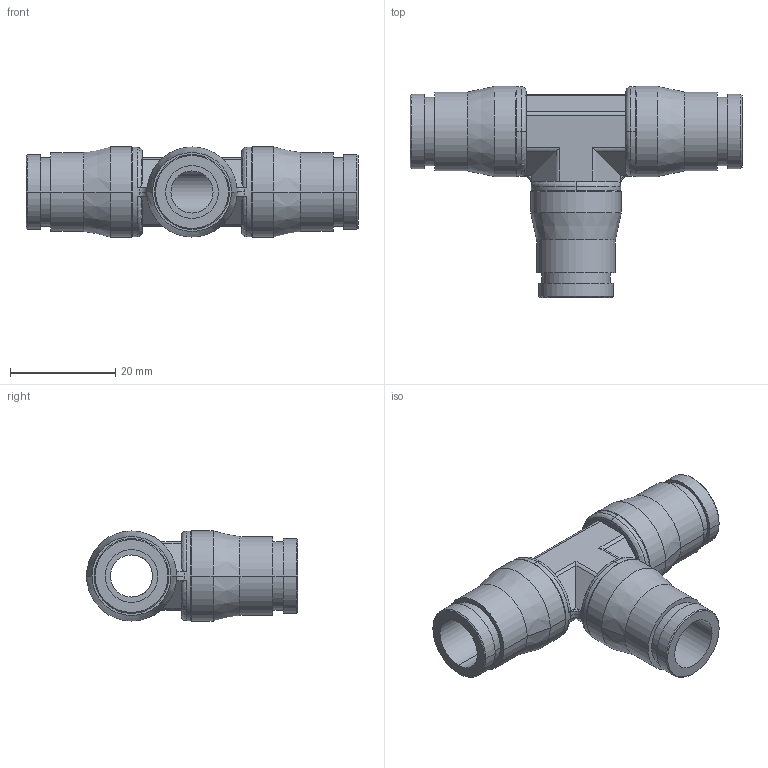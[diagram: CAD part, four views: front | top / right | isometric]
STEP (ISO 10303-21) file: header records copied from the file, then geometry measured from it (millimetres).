
FILE_DESCRIPTION(('STEP AP214'),'1');
FILE_NAME('3804_10_00.stp','2016-07-07T14:26:53',('TraceParts'),('TraceParts S.A.'),'Spatial InterOp 3D',' ',' ');
FILE_SCHEMA(('automotive_design'));
Length unit declared in the file: millimetre
Products named in the file (1): 1
Bounding box: 62.96 x 40.03 x 17.1 mm (x, y, z)
Volume: 9391.5 mm3; surface area: 7419.5 mm2
Topology: 1 solids, 1 shells, 137 faces, 342 edges, 212 vertices
Faces by surface type: cylinder 60, cone 30, plane 29, torus 18
Entity records: 4369 total; most frequent: CARTESIAN_POINT 1052, DIRECTION 728, ORIENTED_EDGE 684, EDGE_CURVE 342, AXIS2_PLACEMENT_3D 296, VERTEX_POINT 212, CIRCLE 150, EDGE_LOOP 146
